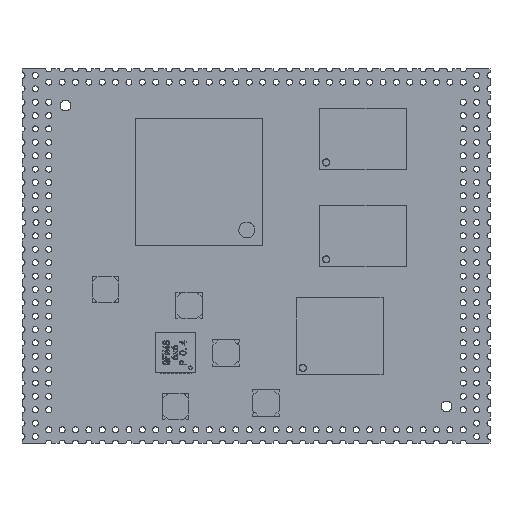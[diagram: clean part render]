
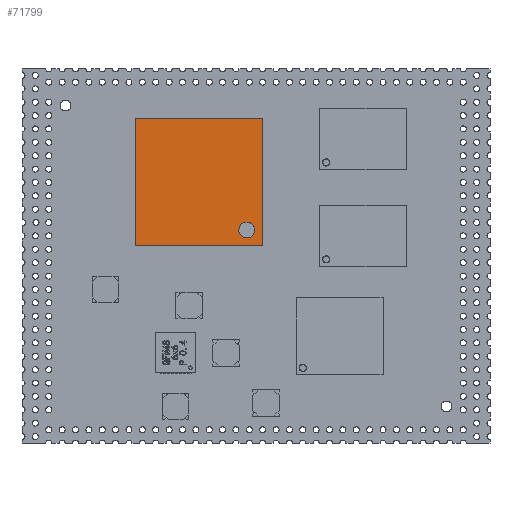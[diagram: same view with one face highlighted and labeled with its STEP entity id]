
A CAD part, top view. The second image highlights one B-rep face of the part: STEP entity #71799.
In plain terms, the highlighted free-form (B-spline) face has degree [1, 1] with [2, 2] control points.
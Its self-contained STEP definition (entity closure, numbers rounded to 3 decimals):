
#71631 = VERTEX_POINT('',#71632);
#71632 = CARTESIAN_POINT('',(-9.5,-9.5,1.4));
#71638 = B_SPLINE_SURFACE_WITH_KNOTS('',1,1,(
    (#71639,#71640)
    ,(#71641,#71642
    )),.UNSPECIFIED.,.F.,.F.,.F.,(2,2),(2,2),(0.,1.),(-19.,0.),
  .PIECEWISE_BEZIER_KNOTS.);
#71639 = CARTESIAN_POINT('',(-9.5,9.5,0.4));
#71640 = CARTESIAN_POINT('',(-9.5,-9.5,0.4));
#71641 = CARTESIAN_POINT('',(-9.5,9.5,1.4));
#71642 = CARTESIAN_POINT('',(-9.5,-9.5,1.4));
#71649 = B_SPLINE_SURFACE_WITH_KNOTS('',1,1,(
    (#71650,#71651)
    ,(#71652,#71653
    )),.UNSPECIFIED.,.F.,.F.,.F.,(2,2),(2,2),(0.,1.),(0.,19.),
  .PIECEWISE_BEZIER_KNOTS.);
#71650 = CARTESIAN_POINT('',(-9.5,-9.5,0.4));
#71651 = CARTESIAN_POINT('',(9.5,-9.5,0.4));
#71652 = CARTESIAN_POINT('',(-9.5,-9.5,1.4));
#71653 = CARTESIAN_POINT('',(9.5,-9.5,1.4));
#71686 = VERTEX_POINT('',#71687);
#71687 = CARTESIAN_POINT('',(-9.5,9.5,1.4));
#71699 = B_SPLINE_SURFACE_WITH_KNOTS('',1,1,(
    (#71700,#71701)
    ,(#71702,#71703
    )),.UNSPECIFIED.,.F.,.F.,.F.,(2,2),(2,2),(0.,1.),(0.,19.),
  .PIECEWISE_BEZIER_KNOTS.);
#71700 = CARTESIAN_POINT('',(-9.5,9.5,0.4));
#71701 = CARTESIAN_POINT('',(9.5,9.5,0.4));
#71702 = CARTESIAN_POINT('',(-9.5,9.5,1.4));
#71703 = CARTESIAN_POINT('',(9.5,9.5,1.4));
#71710 = EDGE_CURVE('',#71631,#71686,#71711,.T.);
#71711 = SURFACE_CURVE('',#71712,(#71715,#71721),.PCURVE_S1.);
#71712 = B_SPLINE_CURVE_WITH_KNOTS('',1,(#71713,#71714),.UNSPECIFIED.,
  .F.,.F.,(2,2),(0.,19.),.PIECEWISE_BEZIER_KNOTS.);
#71713 = CARTESIAN_POINT('',(-9.5,-9.5,1.4));
#71714 = CARTESIAN_POINT('',(-9.5,9.5,1.4));
#71715 = PCURVE('',#71638,#71716);
#71716 = DEFINITIONAL_REPRESENTATION('',(#71717),#71720);
#71717 = B_SPLINE_CURVE_WITH_KNOTS('',1,(#71718,#71719),.UNSPECIFIED.,
  .F.,.F.,(2,2),(0.,19.),.PIECEWISE_BEZIER_KNOTS.);
#71718 = CARTESIAN_POINT('',(1.,0.));
#71719 = CARTESIAN_POINT('',(1.,-19.));
#71720 = ( GEOMETRIC_REPRESENTATION_CONTEXT(2) 
PARAMETRIC_REPRESENTATION_CONTEXT() REPRESENTATION_CONTEXT('2D SPACE',''
  ) );
#71721 = PCURVE('',#71722,#71727);
#71722 = B_SPLINE_SURFACE_WITH_KNOTS('',1,1,(
    (#71723,#71724)
    ,(#71725,#71726
    )),.UNSPECIFIED.,.F.,.F.,.F.,(2,2),(2,2),(0.,19.),(0.,19.),
  .PIECEWISE_BEZIER_KNOTS.);
#71723 = CARTESIAN_POINT('',(-9.5,-9.5,1.4));
#71724 = CARTESIAN_POINT('',(-9.5,9.5,1.4));
#71725 = CARTESIAN_POINT('',(9.5,-9.5,1.4));
#71726 = CARTESIAN_POINT('',(9.5,9.5,1.4));
#71727 = DEFINITIONAL_REPRESENTATION('',(#71728),#71731);
#71728 = B_SPLINE_CURVE_WITH_KNOTS('',1,(#71729,#71730),.UNSPECIFIED.,
  .F.,.F.,(2,2),(0.,19.),.PIECEWISE_BEZIER_KNOTS.);
#71729 = CARTESIAN_POINT('',(0.,0.));
#71730 = CARTESIAN_POINT('',(0.,19.));
#71731 = ( GEOMETRIC_REPRESENTATION_CONTEXT(2) 
PARAMETRIC_REPRESENTATION_CONTEXT() REPRESENTATION_CONTEXT('2D SPACE',''
  ) );
#71757 = EDGE_CURVE('',#71631,#71758,#71760,.T.);
#71758 = VERTEX_POINT('',#71759);
#71759 = CARTESIAN_POINT('',(9.5,-9.5,1.4));
#71760 = SURFACE_CURVE('',#71761,(#71764,#71770),.PCURVE_S1.);
#71761 = B_SPLINE_CURVE_WITH_KNOTS('',1,(#71762,#71763),.UNSPECIFIED.,
  .F.,.F.,(2,2),(0.,19.),.PIECEWISE_BEZIER_KNOTS.);
#71762 = CARTESIAN_POINT('',(-9.5,-9.5,1.4));
#71763 = CARTESIAN_POINT('',(9.5,-9.5,1.4));
#71764 = PCURVE('',#71649,#71765);
#71765 = DEFINITIONAL_REPRESENTATION('',(#71766),#71769);
#71766 = B_SPLINE_CURVE_WITH_KNOTS('',1,(#71767,#71768),.UNSPECIFIED.,
  .F.,.F.,(2,2),(0.,19.),.PIECEWISE_BEZIER_KNOTS.);
#71767 = CARTESIAN_POINT('',(1.,0.));
#71768 = CARTESIAN_POINT('',(1.,19.));
#71769 = ( GEOMETRIC_REPRESENTATION_CONTEXT(2) 
PARAMETRIC_REPRESENTATION_CONTEXT() REPRESENTATION_CONTEXT('2D SPACE',''
  ) );
#71770 = PCURVE('',#71722,#71771);
#71771 = DEFINITIONAL_REPRESENTATION('',(#71772),#71775);
#71772 = B_SPLINE_CURVE_WITH_KNOTS('',1,(#71773,#71774),.UNSPECIFIED.,
  .F.,.F.,(2,2),(0.,19.),.PIECEWISE_BEZIER_KNOTS.);
#71773 = CARTESIAN_POINT('',(0.,0.));
#71774 = CARTESIAN_POINT('',(19.,0.));
#71775 = ( GEOMETRIC_REPRESENTATION_CONTEXT(2) 
PARAMETRIC_REPRESENTATION_CONTEXT() REPRESENTATION_CONTEXT('2D SPACE',''
  ) );
#71789 = B_SPLINE_SURFACE_WITH_KNOTS('',1,1,(
    (#71790,#71791)
    ,(#71792,#71793
    )),.UNSPECIFIED.,.F.,.F.,.F.,(2,2),(2,2),(0.,1.),(-19.,0.),
  .PIECEWISE_BEZIER_KNOTS.);
#71790 = CARTESIAN_POINT('',(9.5,9.5,0.4));
#71791 = CARTESIAN_POINT('',(9.5,-9.5,0.4));
#71792 = CARTESIAN_POINT('',(9.5,9.5,1.4));
#71793 = CARTESIAN_POINT('',(9.5,-9.5,1.4));
#71799 = ADVANCED_FACE('',(#71800,#71842),#71722,.T.);
#71800 = FACE_BOUND('',#71801,.T.);
#71801 = EDGE_LOOP('',(#71802,#71803,#71804,#71824));
#71802 = ORIENTED_EDGE('',*,*,#71710,.F.);
#71803 = ORIENTED_EDGE('',*,*,#71757,.T.);
#71804 = ORIENTED_EDGE('',*,*,#71805,.T.);
#71805 = EDGE_CURVE('',#71758,#71806,#71808,.T.);
#71806 = VERTEX_POINT('',#71807);
#71807 = CARTESIAN_POINT('',(9.5,9.5,1.4));
#71808 = SURFACE_CURVE('',#71809,(#71812,#71818),.PCURVE_S1.);
#71809 = B_SPLINE_CURVE_WITH_KNOTS('',1,(#71810,#71811),.UNSPECIFIED.,
  .F.,.F.,(2,2),(0.,19.),.PIECEWISE_BEZIER_KNOTS.);
#71810 = CARTESIAN_POINT('',(9.5,-9.5,1.4));
#71811 = CARTESIAN_POINT('',(9.5,9.5,1.4));
#71812 = PCURVE('',#71722,#71813);
#71813 = DEFINITIONAL_REPRESENTATION('',(#71814),#71817);
#71814 = B_SPLINE_CURVE_WITH_KNOTS('',1,(#71815,#71816),.UNSPECIFIED.,
  .F.,.F.,(2,2),(0.,19.),.PIECEWISE_BEZIER_KNOTS.);
#71815 = CARTESIAN_POINT('',(19.,0.));
#71816 = CARTESIAN_POINT('',(19.,19.));
#71817 = ( GEOMETRIC_REPRESENTATION_CONTEXT(2) 
PARAMETRIC_REPRESENTATION_CONTEXT() REPRESENTATION_CONTEXT('2D SPACE',''
  ) );
#71818 = PCURVE('',#71789,#71819);
#71819 = DEFINITIONAL_REPRESENTATION('',(#71820),#71823);
#71820 = B_SPLINE_CURVE_WITH_KNOTS('',1,(#71821,#71822),.UNSPECIFIED.,
  .F.,.F.,(2,2),(0.,19.),.PIECEWISE_BEZIER_KNOTS.);
#71821 = CARTESIAN_POINT('',(1.,0.));
#71822 = CARTESIAN_POINT('',(1.,-19.));
#71823 = ( GEOMETRIC_REPRESENTATION_CONTEXT(2) 
PARAMETRIC_REPRESENTATION_CONTEXT() REPRESENTATION_CONTEXT('2D SPACE',''
  ) );
#71824 = ORIENTED_EDGE('',*,*,#71825,.F.);
#71825 = EDGE_CURVE('',#71686,#71806,#71826,.T.);
#71826 = SURFACE_CURVE('',#71827,(#71830,#71836),.PCURVE_S1.);
#71827 = B_SPLINE_CURVE_WITH_KNOTS('',1,(#71828,#71829),.UNSPECIFIED.,
  .F.,.F.,(2,2),(0.,19.),.PIECEWISE_BEZIER_KNOTS.);
#71828 = CARTESIAN_POINT('',(-9.5,9.5,1.4));
#71829 = CARTESIAN_POINT('',(9.5,9.5,1.4));
#71830 = PCURVE('',#71722,#71831);
#71831 = DEFINITIONAL_REPRESENTATION('',(#71832),#71835);
#71832 = B_SPLINE_CURVE_WITH_KNOTS('',1,(#71833,#71834),.UNSPECIFIED.,
  .F.,.F.,(2,2),(0.,19.),.PIECEWISE_BEZIER_KNOTS.);
#71833 = CARTESIAN_POINT('',(0.,19.));
#71834 = CARTESIAN_POINT('',(19.,19.));
#71835 = ( GEOMETRIC_REPRESENTATION_CONTEXT(2) 
PARAMETRIC_REPRESENTATION_CONTEXT() REPRESENTATION_CONTEXT('2D SPACE',''
  ) );
#71836 = PCURVE('',#71699,#71837);
#71837 = DEFINITIONAL_REPRESENTATION('',(#71838),#71841);
#71838 = B_SPLINE_CURVE_WITH_KNOTS('',1,(#71839,#71840),.UNSPECIFIED.,
  .F.,.F.,(2,2),(0.,19.),.PIECEWISE_BEZIER_KNOTS.);
#71839 = CARTESIAN_POINT('',(1.,0.));
#71840 = CARTESIAN_POINT('',(1.,19.));
#71841 = ( GEOMETRIC_REPRESENTATION_CONTEXT(2) 
PARAMETRIC_REPRESENTATION_CONTEXT() REPRESENTATION_CONTEXT('2D SPACE',''
  ) );
#71842 = FACE_BOUND('',#71843,.T.);
#71843 = EDGE_LOOP('',(#71844));
#71844 = ORIENTED_EDGE('',*,*,#71845,.F.);
#71845 = EDGE_CURVE('',#71846,#71846,#71848,.T.);
#71846 = VERTEX_POINT('',#71847);
#71847 = CARTESIAN_POINT('',(-5.938,7.125,1.4));
#71848 = SURFACE_CURVE('',#71849,(#71857,#71868),.PCURVE_S1.);
#71849 = ( BOUNDED_CURVE() B_SPLINE_CURVE(2,(#71850,#71851,#71852,#71853
    ,#71854,#71855,#71856),.UNSPECIFIED.,.T.,.F.) 
B_SPLINE_CURVE_WITH_KNOTS((1,2,2,2,2,1),(-2.094,0.,
    2.094,4.189,6.283,8.378),
.UNSPECIFIED.) CURVE() GEOMETRIC_REPRESENTATION_ITEM() 
RATIONAL_B_SPLINE_CURVE((1.,0.5,1.,0.5,1.,0.5,1.)) REPRESENTATION_ITEM(
  '') );
#71850 = CARTESIAN_POINT('',(-5.938,7.125,1.4));
#71851 = CARTESIAN_POINT('',(-5.938,9.182,1.4));
#71852 = CARTESIAN_POINT('',(-7.719,8.153,1.4));
#71853 = CARTESIAN_POINT('',(-9.5,7.125,1.4));
#71854 = CARTESIAN_POINT('',(-7.719,6.097,1.4));
#71855 = CARTESIAN_POINT('',(-5.938,5.068,1.4));
#71856 = CARTESIAN_POINT('',(-5.938,7.125,1.4));
#71857 = PCURVE('',#71722,#71858);
#71858 = DEFINITIONAL_REPRESENTATION('',(#71859),#71867);
#71859 = ( BOUNDED_CURVE() B_SPLINE_CURVE(2,(#71860,#71861,#71862,#71863
    ,#71864,#71865,#71866),.UNSPECIFIED.,.T.,.F.) 
B_SPLINE_CURVE_WITH_KNOTS((3,2,2,3),(0.,2.094,4.189,
6.283),.PIECEWISE_BEZIER_KNOTS.) CURVE() 
GEOMETRIC_REPRESENTATION_ITEM() RATIONAL_B_SPLINE_CURVE((1.,0.5,1.,0.5,
1.,0.5,1.)) REPRESENTATION_ITEM('') );
#71860 = CARTESIAN_POINT('',(3.563,16.625));
#71861 = CARTESIAN_POINT('',(3.563,18.682));
#71862 = CARTESIAN_POINT('',(1.781,17.653));
#71863 = CARTESIAN_POINT('',(0.,16.625));
#71864 = CARTESIAN_POINT('',(1.781,15.597));
#71865 = CARTESIAN_POINT('',(3.563,14.568));
#71866 = CARTESIAN_POINT('',(3.563,16.625));
#71867 = ( GEOMETRIC_REPRESENTATION_CONTEXT(2) 
PARAMETRIC_REPRESENTATION_CONTEXT() REPRESENTATION_CONTEXT('2D SPACE',''
  ) );
#71868 = PCURVE('',#71869,#71884);
#71869 = ( BOUNDED_SURFACE() B_SPLINE_SURFACE(2,1,(
    (#71870,#71871)
    ,(#71872,#71873)
    ,(#71874,#71875)
    ,(#71876,#71877)
    ,(#71878,#71879)
    ,(#71880,#71881)
    ,(#71882,#71883
)),.UNSPECIFIED.,.T.,.F.,.F.) B_SPLINE_SURFACE_WITH_KNOTS((1,2,2,2,2,1),
  (2,2),(-2.094,0.,2.094,4.189,6.283,
    8.378),(0.,0.14),.UNSPECIFIED.) 
GEOMETRIC_REPRESENTATION_ITEM() RATIONAL_B_SPLINE_SURFACE((
    (1.,1.)
    ,(0.5,0.5)
    ,(1.,1.)
    ,(0.5,0.5)
    ,(1.,1.)
    ,(0.5,0.5)
,(1.,1.))) REPRESENTATION_ITEM('') SURFACE() );
#71870 = CARTESIAN_POINT('',(-5.938,7.125,1.26));
#71871 = CARTESIAN_POINT('',(-5.938,7.125,1.4));
#71872 = CARTESIAN_POINT('',(-5.938,9.182,1.26));
#71873 = CARTESIAN_POINT('',(-5.938,9.182,1.4));
#71874 = CARTESIAN_POINT('',(-7.719,8.153,1.26));
#71875 = CARTESIAN_POINT('',(-7.719,8.153,1.4));
#71876 = CARTESIAN_POINT('',(-9.5,7.125,1.26));
#71877 = CARTESIAN_POINT('',(-9.5,7.125,1.4));
#71878 = CARTESIAN_POINT('',(-7.719,6.097,1.26));
#71879 = CARTESIAN_POINT('',(-7.719,6.097,1.4));
#71880 = CARTESIAN_POINT('',(-5.938,5.068,1.26));
#71881 = CARTESIAN_POINT('',(-5.938,5.068,1.4));
#71882 = CARTESIAN_POINT('',(-5.938,7.125,1.26));
#71883 = CARTESIAN_POINT('',(-5.938,7.125,1.4));
#71884 = DEFINITIONAL_REPRESENTATION('',(#71885),#71893);
#71885 = B_SPLINE_CURVE_WITH_KNOTS('',2,(#71886,#71887,#71888,#71889,
    #71890,#71891,#71892),.UNSPECIFIED.,.F.,.F.,(3,2,2,3),(0.,
    2.094,4.189,6.283),
  .PIECEWISE_BEZIER_KNOTS.);
#71886 = CARTESIAN_POINT('',(0.,0.14));
#71887 = CARTESIAN_POINT('',(1.047,0.14));
#71888 = CARTESIAN_POINT('',(2.094,0.14));
#71889 = CARTESIAN_POINT('',(3.142,0.14));
#71890 = CARTESIAN_POINT('',(4.189,0.14));
#71891 = CARTESIAN_POINT('',(5.236,0.14));
#71892 = CARTESIAN_POINT('',(6.283,0.14));
#71893 = ( GEOMETRIC_REPRESENTATION_CONTEXT(2) 
PARAMETRIC_REPRESENTATION_CONTEXT() REPRESENTATION_CONTEXT('2D SPACE',''
  ) );
